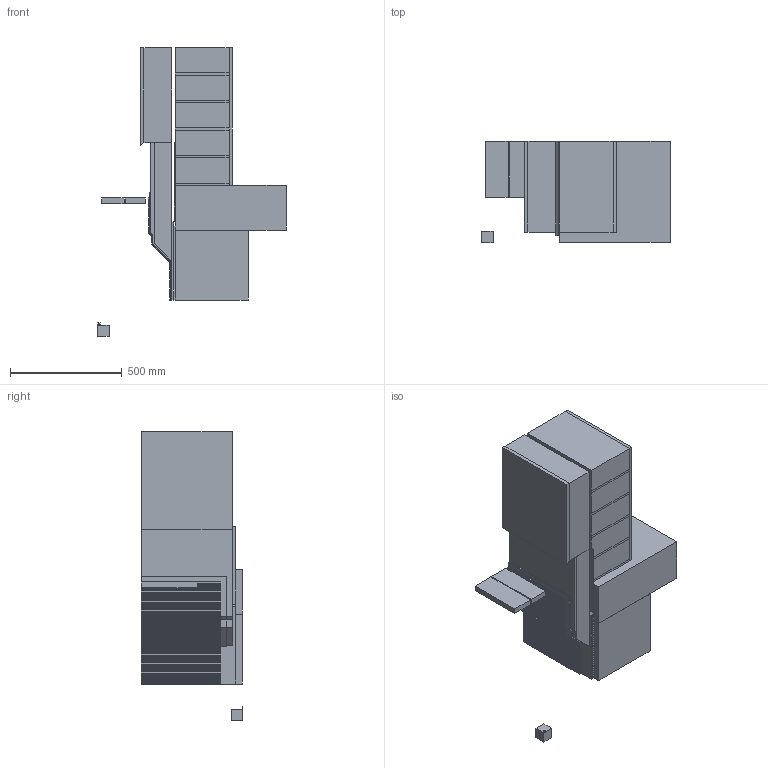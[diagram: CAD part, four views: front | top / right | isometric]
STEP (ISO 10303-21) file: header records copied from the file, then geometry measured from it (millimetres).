
FILE_DESCRIPTION(('STEP AP214'),'1');
FILE_NAME('20.04.07 2020 -Sockel- Einschaliges Mauerwerk mit WDVS - bituminöse Altabdichtung_Rev.001.STP','2020-04-07T18:21:40',(' '),(' '),'Spatial InterOp 3D',' ',' ');
FILE_SCHEMA(('automotive_design'));
Length unit declared in the file: millimetre
Products named in the file (189): 3D WÜRFEL; Quader; 71
Bounding box: 841 x 452.26 x 1290 mm (x, y, z)
Volume: 201977438.2 mm3; surface area: 8967177.8 mm2
Topology: 189 solids, 189 shells, 1150 faces, 2316 edges, 1544 vertices
Faces by surface type: plane 1150
Entity records: 42813 total; most frequent: CARTESIAN_POINT 5199, DIRECTION 4994, ORIENTED_EDGE 4632, EDGE_CURVE 2316, LINE 2316, VECTOR 2316, VERTEX_POINT 1544, STYLED_ITEM 1339
